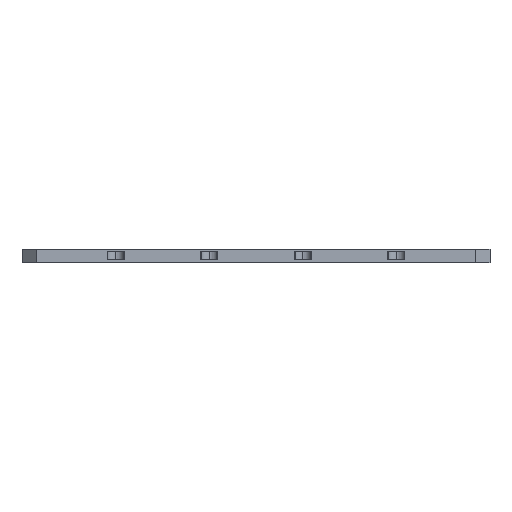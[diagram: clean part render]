
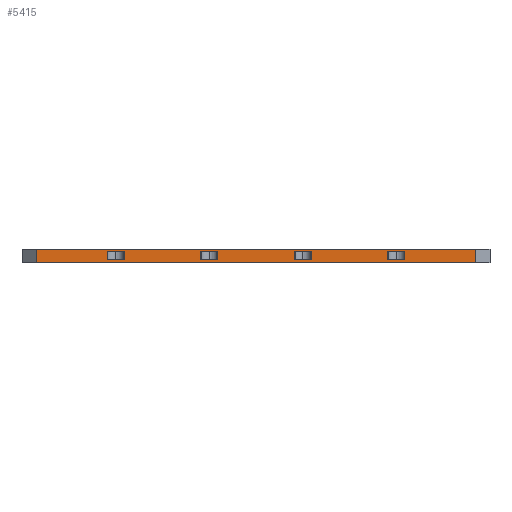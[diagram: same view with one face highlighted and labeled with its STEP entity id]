
A CAD part, left-side view. The second image highlights one B-rep face of the part: STEP entity #5415.
In plain terms, the highlighted planar face has unit normal (-1, 0, 0).
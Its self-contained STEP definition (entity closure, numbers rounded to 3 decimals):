
#175=CARTESIAN_POINT('',(966.,-1474.2,0.));
#176=VERTEX_POINT('',#175);
#177=CARTESIAN_POINT('',(966.,-1605.8,0.));
#178=VERTEX_POINT('',#177);
#179=CARTESIAN_POINT('',(966.,-1474.2,0.));
#180=DIRECTION('',(-0.,-1.,-0.));
#181=VECTOR('',#180,131.6);
#182=LINE('',#179,#181);
#183=EDGE_CURVE('',#176,#178,#182,.T.);
#1941=CARTESIAN_POINT('',(966.,-1605.8,4.));
#1942=VERTEX_POINT('',#1941);
#1943=CARTESIAN_POINT('',(966.,-1474.2,4.));
#1944=VERTEX_POINT('',#1943);
#1945=CARTESIAN_POINT('',(966.,-1605.8,4.));
#1946=DIRECTION('',(0.,1.,0.));
#1947=VECTOR('',#1946,131.6);
#1948=LINE('',#1945,#1947);
#1949=EDGE_CURVE('',#1942,#1944,#1948,.T.);
#5258=CARTESIAN_POINT('',(966.,-1547.962,6.8));
#5259=DIRECTION('',(1.,0.,0.));
#5260=DIRECTION('',(0.,0.,-1.));
#5261=AXIS2_PLACEMENT_3D('',#5258,#5259,#5260);
#5262=PLANE('',#5261);
#5263=CARTESIAN_POINT('',(966.,-1551.433,3.4));
#5264=VERTEX_POINT('',#5263);
#5265=CARTESIAN_POINT('',(966.,-1556.567,3.4));
#5266=VERTEX_POINT('',#5265);
#5267=CARTESIAN_POINT('',(966.,-1551.433,3.4));
#5268=DIRECTION('',(-0.,-1.,-0.));
#5269=VECTOR('',#5268,5.134);
#5270=LINE('',#5267,#5269);
#5271=EDGE_CURVE('',#5264,#5266,#5270,.T.);
#5272=ORIENTED_EDGE('',*,*,#5271,.T.);
#5273=CARTESIAN_POINT('',(966.,-1556.567,1.));
#5274=VERTEX_POINT('',#5273);
#5275=CARTESIAN_POINT('',(966.,-1556.567,1.));
#5276=DIRECTION('',(-0.,-0.,1.));
#5277=VECTOR('',#5276,2.4);
#5278=LINE('',#5275,#5277);
#5279=EDGE_CURVE('',#5274,#5266,#5278,.T.);
#5280=ORIENTED_EDGE('',*,*,#5279,.F.);
#5281=CARTESIAN_POINT('',(966.,-1551.433,1.));
#5282=VERTEX_POINT('',#5281);
#5283=CARTESIAN_POINT('',(966.,-1551.433,1.));
#5284=DIRECTION('',(0.,-1.,0.));
#5285=VECTOR('',#5284,5.134);
#5286=LINE('',#5283,#5285);
#5287=EDGE_CURVE('',#5282,#5274,#5286,.T.);
#5288=ORIENTED_EDGE('',*,*,#5287,.F.);
#5289=CARTESIAN_POINT('',(966.,-1551.433,3.4));
#5290=DIRECTION('',(0.,0.,-1.));
#5291=VECTOR('',#5290,2.4);
#5292=LINE('',#5289,#5291);
#5293=EDGE_CURVE('',#5264,#5282,#5292,.T.);
#5294=ORIENTED_EDGE('',*,*,#5293,.F.);
#5295=EDGE_LOOP('',(#5272,#5280,#5288,#5294));
#5296=FACE_BOUND('',#5295,.T.);
#5297=CARTESIAN_POINT('',(966.,-1523.433,3.4));
#5298=VERTEX_POINT('',#5297);
#5299=CARTESIAN_POINT('',(966.,-1523.433,1.));
#5300=VERTEX_POINT('',#5299);
#5301=CARTESIAN_POINT('',(966.,-1523.433,3.4));
#5302=DIRECTION('',(0.,0.,-1.));
#5303=VECTOR('',#5302,2.4);
#5304=LINE('',#5301,#5303);
#5305=EDGE_CURVE('',#5298,#5300,#5304,.T.);
#5306=ORIENTED_EDGE('',*,*,#5305,.F.);
#5307=CARTESIAN_POINT('',(966.,-1528.567,3.4));
#5308=VERTEX_POINT('',#5307);
#5309=CARTESIAN_POINT('',(966.,-1523.433,3.4));
#5310=DIRECTION('',(-0.,-1.,-0.));
#5311=VECTOR('',#5310,5.134);
#5312=LINE('',#5309,#5311);
#5313=EDGE_CURVE('',#5298,#5308,#5312,.T.);
#5314=ORIENTED_EDGE('',*,*,#5313,.T.);
#5315=CARTESIAN_POINT('',(966.,-1528.567,1.));
#5316=VERTEX_POINT('',#5315);
#5317=CARTESIAN_POINT('',(966.,-1528.567,1.));
#5318=DIRECTION('',(-0.,-0.,1.));
#5319=VECTOR('',#5318,2.4);
#5320=LINE('',#5317,#5319);
#5321=EDGE_CURVE('',#5316,#5308,#5320,.T.);
#5322=ORIENTED_EDGE('',*,*,#5321,.F.);
#5323=CARTESIAN_POINT('',(966.,-1523.433,1.));
#5324=DIRECTION('',(0.,-1.,0.));
#5325=VECTOR('',#5324,5.134);
#5326=LINE('',#5323,#5325);
#5327=EDGE_CURVE('',#5300,#5316,#5326,.T.);
#5328=ORIENTED_EDGE('',*,*,#5327,.F.);
#5329=EDGE_LOOP('',(#5306,#5314,#5322,#5328));
#5330=FACE_BOUND('',#5329,.T.);
#5331=ORIENTED_EDGE('',*,*,#1949,.T.);
#5332=CARTESIAN_POINT('',(966.,-1474.2,4.));
#5333=DIRECTION('',(0.,0.,-1.));
#5334=VECTOR('',#5333,4.);
#5335=LINE('',#5332,#5334);
#5336=EDGE_CURVE('',#1944,#176,#5335,.T.);
#5337=ORIENTED_EDGE('',*,*,#5336,.T.);
#5338=ORIENTED_EDGE('',*,*,#183,.T.);
#5339=CARTESIAN_POINT('',(966.,-1605.8,-0.));
#5340=DIRECTION('',(-0.,-0.,1.));
#5341=VECTOR('',#5340,4.);
#5342=LINE('',#5339,#5341);
#5343=EDGE_CURVE('',#178,#1942,#5342,.T.);
#5344=ORIENTED_EDGE('',*,*,#5343,.T.);
#5345=EDGE_LOOP('',(#5331,#5337,#5338,#5344));
#5346=FACE_BOUND('',#5345,.T.);
#5347=CARTESIAN_POINT('',(966.,-1495.433,3.4));
#5348=VERTEX_POINT('',#5347);
#5349=CARTESIAN_POINT('',(966.,-1500.567,3.4));
#5350=VERTEX_POINT('',#5349);
#5351=CARTESIAN_POINT('',(966.,-1495.433,3.4));
#5352=DIRECTION('',(-0.,-1.,-0.));
#5353=VECTOR('',#5352,5.134);
#5354=LINE('',#5351,#5353);
#5355=EDGE_CURVE('',#5348,#5350,#5354,.T.);
#5356=ORIENTED_EDGE('',*,*,#5355,.T.);
#5357=CARTESIAN_POINT('',(966.,-1500.567,1.));
#5358=VERTEX_POINT('',#5357);
#5359=CARTESIAN_POINT('',(966.,-1500.567,1.));
#5360=DIRECTION('',(-0.,-0.,1.));
#5361=VECTOR('',#5360,2.4);
#5362=LINE('',#5359,#5361);
#5363=EDGE_CURVE('',#5358,#5350,#5362,.T.);
#5364=ORIENTED_EDGE('',*,*,#5363,.F.);
#5365=CARTESIAN_POINT('',(966.,-1495.433,1.));
#5366=VERTEX_POINT('',#5365);
#5367=CARTESIAN_POINT('',(966.,-1495.433,1.));
#5368=DIRECTION('',(0.,-1.,0.));
#5369=VECTOR('',#5368,5.134);
#5370=LINE('',#5367,#5369);
#5371=EDGE_CURVE('',#5366,#5358,#5370,.T.);
#5372=ORIENTED_EDGE('',*,*,#5371,.F.);
#5373=CARTESIAN_POINT('',(966.,-1495.433,3.4));
#5374=DIRECTION('',(0.,0.,-1.));
#5375=VECTOR('',#5374,2.4);
#5376=LINE('',#5373,#5375);
#5377=EDGE_CURVE('',#5348,#5366,#5376,.T.);
#5378=ORIENTED_EDGE('',*,*,#5377,.F.);
#5379=EDGE_LOOP('',(#5356,#5364,#5372,#5378));
#5380=FACE_BOUND('',#5379,.T.);
#5381=CARTESIAN_POINT('',(966.,-1579.433,3.4));
#5382=VERTEX_POINT('',#5381);
#5383=CARTESIAN_POINT('',(966.,-1584.567,3.4));
#5384=VERTEX_POINT('',#5383);
#5385=CARTESIAN_POINT('',(966.,-1579.433,3.4));
#5386=DIRECTION('',(-0.,-1.,-0.));
#5387=VECTOR('',#5386,5.134);
#5388=LINE('',#5385,#5387);
#5389=EDGE_CURVE('',#5382,#5384,#5388,.T.);
#5390=ORIENTED_EDGE('',*,*,#5389,.T.);
#5391=CARTESIAN_POINT('',(966.,-1584.567,1.));
#5392=VERTEX_POINT('',#5391);
#5393=CARTESIAN_POINT('',(966.,-1584.567,1.));
#5394=DIRECTION('',(-0.,-0.,1.));
#5395=VECTOR('',#5394,2.4);
#5396=LINE('',#5393,#5395);
#5397=EDGE_CURVE('',#5392,#5384,#5396,.T.);
#5398=ORIENTED_EDGE('',*,*,#5397,.F.);
#5399=CARTESIAN_POINT('',(966.,-1579.433,1.));
#5400=VERTEX_POINT('',#5399);
#5401=CARTESIAN_POINT('',(966.,-1579.433,1.));
#5402=DIRECTION('',(0.,-1.,0.));
#5403=VECTOR('',#5402,5.134);
#5404=LINE('',#5401,#5403);
#5405=EDGE_CURVE('',#5400,#5392,#5404,.T.);
#5406=ORIENTED_EDGE('',*,*,#5405,.F.);
#5407=CARTESIAN_POINT('',(966.,-1579.433,3.4));
#5408=DIRECTION('',(0.,0.,-1.));
#5409=VECTOR('',#5408,2.4);
#5410=LINE('',#5407,#5409);
#5411=EDGE_CURVE('',#5382,#5400,#5410,.T.);
#5412=ORIENTED_EDGE('',*,*,#5411,.F.);
#5413=EDGE_LOOP('',(#5390,#5398,#5406,#5412));
#5414=FACE_BOUND('',#5413,.T.);
#5415=ADVANCED_FACE('',(#5296,#5330,#5346,#5380,#5414),#5262,.F.);
